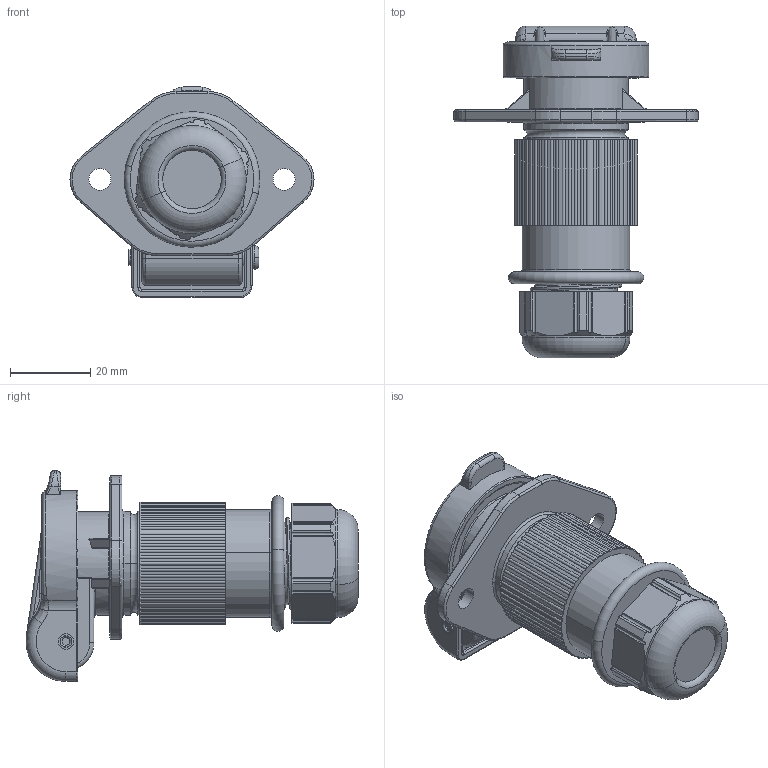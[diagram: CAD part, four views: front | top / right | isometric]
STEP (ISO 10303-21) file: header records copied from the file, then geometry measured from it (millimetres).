
FILE_DESCRIPTION((''),'2;1');
FILE_NAME('151288','2017-05-15T',('temk'),(''),'PRO/ENGINEER BY PARAMETRIC TECHNOLOGY CORPORATION, 2016100','PRO/ENGINEER BY PARAMETRIC TECHNOLOGY CORPORATION, 2016100','');
FILE_SCHEMA(('CONFIG_CONTROL_DESIGN'));
Length unit declared in the file: millimetre
Products named in the file (1): 151288
Bounding box: 61 x 83 x 52.73 mm (x, y, z)
Volume: 62233.8 mm3; surface area: 15585.8 mm2
Topology: 1 solids, 1 shells, 612 faces, 1797 edges, 1218 vertices
Faces by surface type: cylinder 253, plane 197, extrusion 62, torus 57, bspline 37, cone 6
Entity records: 25360 total; most frequent: CARTESIAN_POINT 9047, ORIENTED_EDGE 3594, DIRECTION 3269, EDGE_CURVE 1797, AXIS2_PLACEMENT_3D 1223, VERTEX_POINT 1218, VECTOR 823, LINE 761
